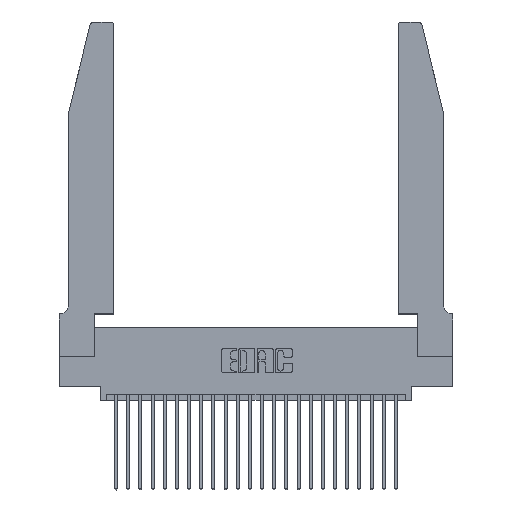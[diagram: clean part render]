
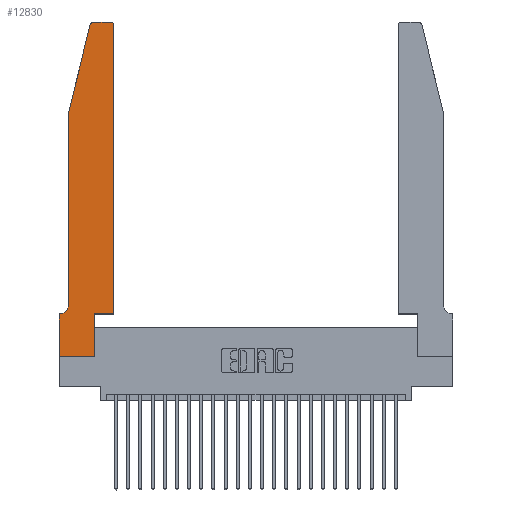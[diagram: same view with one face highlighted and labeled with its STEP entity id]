
A CAD part, top view. The second image highlights one B-rep face of the part: STEP entity #12830.
In plain terms, the highlighted planar face has unit normal (0, 0, 1).
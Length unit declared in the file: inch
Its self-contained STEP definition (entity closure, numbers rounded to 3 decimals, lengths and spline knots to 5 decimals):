
#342 = ORIENTED_EDGE ( 'NONE', *, *, #14631, .T. ) ;
#417 = CARTESIAN_POINT ( 'NONE',  ( 0.284, 2.72, 0.37 ) ) ;
#467 = CARTESIAN_POINT ( 'NONE',  ( 0.0055, 0.35, 0.37 ) ) ;
#618 = LINE ( 'NONE', #23530, #18571 ) ;
#631 = CARTESIAN_POINT ( 'NONE',  ( 0.2865, 0.35, 0.37 ) ) ;
#900 = LINE ( 'NONE', #22266, #21726 ) ;
#1216 = CARTESIAN_POINT ( 'NONE',  ( 0.2605, 2.75, 0.37 ) ) ;
#1665 = EDGE_CURVE ( 'NONE', #9536, #18391, #23404, .T. ) ;
#1692 = ORIENTED_EDGE ( 'NONE', *, *, #19348, .T. ) ;
#2518 = CARTESIAN_POINT ( 'NONE',  ( 0., 0.35, 0.37 ) ) ;
#2694 = EDGE_CURVE ( 'NONE', #20593, #15685, #618, .T. ) ;
#3204 = VECTOR ( 'NONE', #10384, 39.37008 ) ;
#3285 = DIRECTION ( 'NONE',  ( -1., 0., 0. ) ) ;
#3317 = VERTEX_POINT ( 'NONE', #12318 ) ;
#3431 = ORIENTED_EDGE ( 'NONE', *, *, #18634, .T. ) ;
#3570 = VERTEX_POINT ( 'NONE', #3948 ) ;
#3633 = DIRECTION ( 'NONE',  ( 0., 1., 0. ) ) ;
#3948 = CARTESIAN_POINT ( 'NONE',  ( 0., 0., 0.37 ) ) ;
#4243 = DIRECTION ( 'NONE',  ( 0., 0., 1. ) ) ;
#4277 = DIRECTION ( 'NONE',  ( 0., -1., 0. ) ) ;
#4311 = ORIENTED_EDGE ( 'NONE', *, *, #2694, .T. ) ;
#4451 = AXIS2_PLACEMENT_3D ( 'NONE', #18695, #4243, #10293 ) ;
#4735 = AXIS2_PLACEMENT_3D ( 'NONE', #6651, #12452, #20483 ) ;
#4737 = VERTEX_POINT ( 'NONE', #24636 ) ;
#4798 = CARTESIAN_POINT ( 'NONE',  ( 0.0055, 0.42, 0.37 ) ) ;
#5244 = VECTOR ( 'NONE', #13261, 39.37008 ) ;
#5262 = LINE ( 'NONE', #25356, #5244 ) ;
#5783 = CARTESIAN_POINT ( 'NONE',  ( 0., 0., 0.37 ) ) ;
#6162 = ORIENTED_EDGE ( 'NONE', *, *, #1665, .T. ) ;
#6233 = ORIENTED_EDGE ( 'NONE', *, *, #9221, .T. ) ;
#6323 = ORIENTED_EDGE ( 'NONE', *, *, #16394, .T. ) ;
#6651 = CARTESIAN_POINT ( 'NONE',  ( 0.4205, 2.72, 0.37 ) ) ;
#6691 = ORIENTED_EDGE ( 'NONE', *, *, #7324, .T. ) ;
#6816 = VECTOR ( 'NONE', #3285, 39.37008 ) ;
#7063 = VECTOR ( 'NONE', #4277, 39.37008 ) ;
#7324 = EDGE_CURVE ( 'NONE', #3570, #19741, #18847, .T. ) ;
#7725 = CARTESIAN_POINT ( 'NONE',  ( 0.0755, 2., 0.37 ) ) ;
#7870 = VERTEX_POINT ( 'NONE', #7725 ) ;
#7951 = CARTESIAN_POINT ( 'NONE',  ( 0.0755, 0.42, 0.37 ) ) ;
#8240 = CARTESIAN_POINT ( 'NONE',  ( 0.0755, 2., 0.37 ) ) ;
#8385 = CIRCLE ( 'NONE', #16490, 0.07 ) ;
#8552 = FACE_OUTER_BOUND ( 'NONE', #9059, .T. ) ;
#8767 = ORIENTED_EDGE ( 'NONE', *, *, #12800, .T. ) ;
#9059 = EDGE_LOOP ( 'NONE', ( #10265, #6162, #8767, #3431, #6323, #4311, #6233, #6691, #21806, #342, #22521, #1692 ) ) ;
#9221 = EDGE_CURVE ( 'NONE', #15685, #3570, #5262, .T. ) ;
#9536 = VERTEX_POINT ( 'NONE', #16855 ) ;
#10140 = VERTEX_POINT ( 'NONE', #19190 ) ;
#10179 = DIRECTION ( 'NONE',  ( 1., 0., 0. ) ) ;
#10214 = DIRECTION ( 'NONE',  ( 0., 0., 1. ) ) ;
#10265 = ORIENTED_EDGE ( 'NONE', *, *, #23667, .T. ) ;
#10293 = DIRECTION ( 'NONE',  ( 1., 0., 0. ) ) ;
#10361 = CARTESIAN_POINT ( 'NONE',  ( 0.25487, 2.72718, 0.37 ) ) ;
#10384 = DIRECTION ( 'NONE',  ( -0.239, -0.971, 0. ) ) ;
#10772 = VERTEX_POINT ( 'NONE', #17939 ) ;
#10847 = DIRECTION ( 'NONE',  ( 0., 0., -1. ) ) ;
#11438 = CARTESIAN_POINT ( 'NONE',  ( 0.4505, 0.35, 0.37 ) ) ;
#11741 = LINE ( 'NONE', #8240, #7063 ) ;
#12318 = CARTESIAN_POINT ( 'NONE',  ( 0.4505, 2.72, 0.37 ) ) ;
#12326 = CARTESIAN_POINT ( 'NONE',  ( 0.0755, 2., 0.37 ) ) ;
#12452 = DIRECTION ( 'NONE',  ( 0., 0., 1. ) ) ;
#12547 = DIRECTION ( 'NONE',  ( 1., 0., 0. ) ) ;
#12609 = PLANE ( 'NONE',  #4451 ) ;
#12793 = DIRECTION ( 'NONE',  ( -1., 0., 0. ) ) ;
#12800 = EDGE_CURVE ( 'NONE', #18391, #7870, #25600, .T. ) ;
#12830 = ADVANCED_FACE ( 'NONE', ( #8552 ), #12609, .T. ) ;
#13261 = DIRECTION ( 'NONE',  ( 0., -1., 0. ) ) ;
#14007 = CARTESIAN_POINT ( 'NONE',  ( 0.2865, 0., 0.37 ) ) ;
#14594 = VERTEX_POINT ( 'NONE', #7951 ) ;
#14631 = EDGE_CURVE ( 'NONE', #10772, #4737, #900, .T. ) ;
#14674 = VECTOR ( 'NONE', #17129, 39.37008 ) ;
#15326 = LINE ( 'NONE', #1216, #6816 ) ;
#15685 = VERTEX_POINT ( 'NONE', #2518 ) ;
#16394 = EDGE_CURVE ( 'NONE', #14594, #20593, #8385, .T. ) ;
#16490 = AXIS2_PLACEMENT_3D ( 'NONE', #4798, #10847, #12793 ) ;
#16587 = DIRECTION ( 'NONE',  ( 1., 0., 0. ) ) ;
#16855 = CARTESIAN_POINT ( 'NONE',  ( 0.284, 2.75, 0.37 ) ) ;
#17129 = DIRECTION ( 'NONE',  ( 0., 1., 0. ) ) ;
#17448 = DIRECTION ( 'NONE',  ( -1., 0., 0. ) ) ;
#17939 = CARTESIAN_POINT ( 'NONE',  ( 0.2865, 0.35, 0.37 ) ) ;
#18156 = EDGE_CURVE ( 'NONE', #19741, #10772, #25408, .T. ) ;
#18391 = VERTEX_POINT ( 'NONE', #10361 ) ;
#18566 = LINE ( 'NONE', #11438, #25866 ) ;
#18571 = VECTOR ( 'NONE', #17448, 39.37008 ) ;
#18634 = EDGE_CURVE ( 'NONE', #7870, #14594, #11741, .T. ) ;
#18695 = CARTESIAN_POINT ( 'NONE',  ( 0., 0.35, 0.37 ) ) ;
#18847 = LINE ( 'NONE', #5783, #20734 ) ;
#19190 = CARTESIAN_POINT ( 'NONE',  ( 0.4205, 2.75, 0.37 ) ) ;
#19348 = EDGE_CURVE ( 'NONE', #3317, #10140, #22199, .T. ) ;
#19741 = VERTEX_POINT ( 'NONE', #14007 ) ;
#20483 = DIRECTION ( 'NONE',  ( 1., 0., 0. ) ) ;
#20593 = VERTEX_POINT ( 'NONE', #467 ) ;
#20734 = VECTOR ( 'NONE', #12547, 39.37008 ) ;
#21726 = VECTOR ( 'NONE', #10179, 39.37008 ) ;
#21806 = ORIENTED_EDGE ( 'NONE', *, *, #18156, .T. ) ;
#21910 = EDGE_CURVE ( 'NONE', #4737, #3317, #18566, .T. ) ;
#22199 = CIRCLE ( 'NONE', #4735, 0.03 ) ;
#22266 = CARTESIAN_POINT ( 'NONE',  ( 0.4505, 0.35, 0.37 ) ) ;
#22521 = ORIENTED_EDGE ( 'NONE', *, *, #21910, .T. ) ;
#23404 = CIRCLE ( 'NONE', #26123, 0.03 ) ;
#23530 = CARTESIAN_POINT ( 'NONE',  ( 0.0755, 0.35, 0.37 ) ) ;
#23667 = EDGE_CURVE ( 'NONE', #10140, #9536, #15326, .T. ) ;
#24636 = CARTESIAN_POINT ( 'NONE',  ( 0.4505, 0.35, 0.37 ) ) ;
#25356 = CARTESIAN_POINT ( 'NONE',  ( 0., 0., 0.37 ) ) ;
#25408 = LINE ( 'NONE', #631, #14674 ) ;
#25600 = LINE ( 'NONE', #12326, #3204 ) ;
#25866 = VECTOR ( 'NONE', #3633, 39.37008 ) ;
#26123 = AXIS2_PLACEMENT_3D ( 'NONE', #417, #10214, #16587 ) ;
